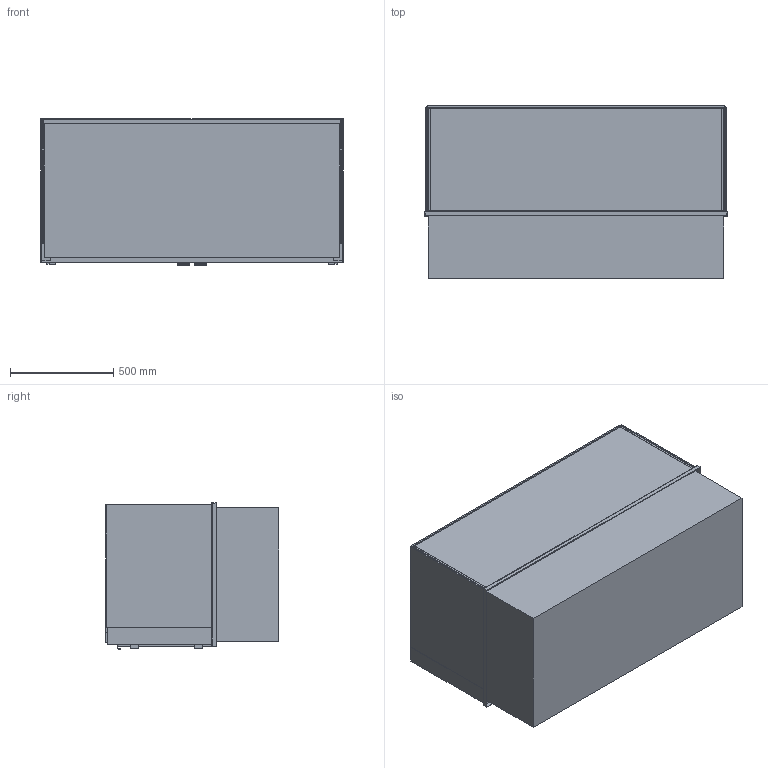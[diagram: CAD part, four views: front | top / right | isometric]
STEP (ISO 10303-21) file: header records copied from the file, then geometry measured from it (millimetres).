
FILE_DESCRIPTION (( 'STEP AP214' ), '1' );
FILE_NAME ('EU522113_Basic E-146-53 Drop-In.STEP', '2022-05-13T11:44:23', ( '' ), ( '' ), 'SwSTEP 2.0', 'SolidWorks 2017', '' );
FILE_SCHEMA (( 'AUTOMOTIVE_DESIGN' ));
Length unit declared in the file: millimetre
Products named in the file (1): EU522113_Basic E-146-53 Drop-In
Bounding box: 1465 x 839 x 709 mm (x, y, z)
Volume: 144287059.2 mm3; surface area: 13625868.7 mm2
Topology: 30 solids, 30 shells, 308 faces, 720 edges, 478 vertices
Faces by surface type: plane 270, cylinder 38
Entity records: 9273 total; most frequent: CARTESIAN_POINT 1519, ORIENTED_EDGE 1440, DIRECTION 1410, EDGE_CURVE 720, LINE 640, VECTOR 640, VERTEX_POINT 478, AXIS2_PLACEMENT_3D 385
